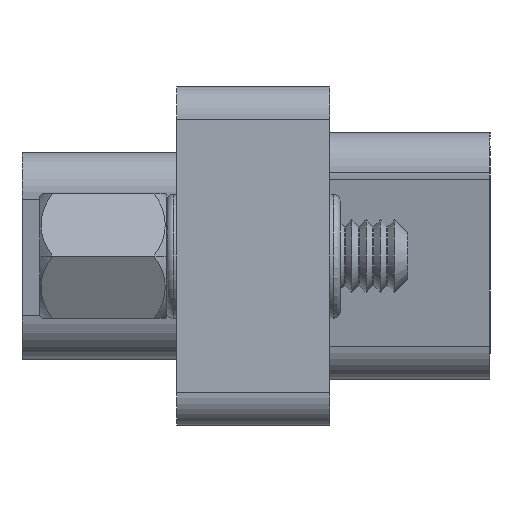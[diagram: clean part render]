
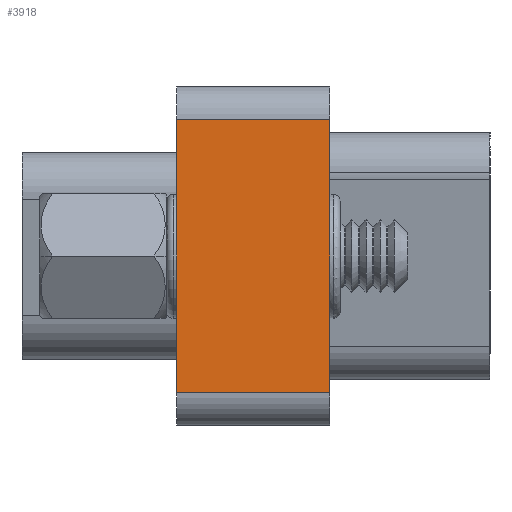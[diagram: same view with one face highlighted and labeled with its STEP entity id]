
A CAD part, left-side view. The second image highlights one B-rep face of the part: STEP entity #3918.
In plain terms, the highlighted planar face has unit normal (-1, 0, 0).
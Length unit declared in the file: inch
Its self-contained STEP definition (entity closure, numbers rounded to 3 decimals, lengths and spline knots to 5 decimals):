
#132 = EDGE_LOOP ( 'NONE', ( #10218, #6039, #714, #644 ) ) ;
#644 = ORIENTED_EDGE ( 'NONE', *, *, #6049, .T. ) ;
#714 = ORIENTED_EDGE ( 'NONE', *, *, #20396, .F. ) ;
#1074 = AXIS2_PLACEMENT_3D ( 'NONE', #4009, #11147, #26645 ) ;
#2744 = VECTOR ( 'NONE', #25485, 39.37008 ) ;
#3918 = ADVANCED_FACE ( 'NONE', ( #15136 ), #26934, .F. ) ;
#4009 = CARTESIAN_POINT ( 'NONE',  ( -0.775, 0.115, 0.255 ) ) ;
#4551 = EDGE_CURVE ( 'NONE', #12369, #10164, #5075, .T. ) ;
#5075 = LINE ( 'NONE', #7437, #2744 ) ;
#5161 = VECTOR ( 'NONE', #12093, 39.37008 ) ;
#5445 = DIRECTION ( 'NONE',  ( 0., 0., 1. ) ) ;
#5588 = LINE ( 'NONE', #23762, #25223 ) ;
#6039 = ORIENTED_EDGE ( 'NONE', *, *, #4551, .T. ) ;
#6049 = EDGE_CURVE ( 'NONE', #25441, #20896, #16776, .T. ) ;
#7437 = CARTESIAN_POINT ( 'NONE',  ( -0.775, 0.115, 0.205 ) ) ;
#10164 = VERTEX_POINT ( 'NONE', #17731 ) ;
#10218 = ORIENTED_EDGE ( 'NONE', *, *, #16812, .T. ) ;
#11147 = DIRECTION ( 'NONE',  ( 1., 0., 0. ) ) ;
#11877 = CARTESIAN_POINT ( 'NONE',  ( -0.775, 0.115, -0.205 ) ) ;
#12093 = DIRECTION ( 'NONE',  ( 0., -1., 0. ) ) ;
#12369 = VERTEX_POINT ( 'NONE', #21596 ) ;
#13640 = LINE ( 'NONE', #17757, #21155 ) ;
#15136 = FACE_OUTER_BOUND ( 'NONE', #132, .T. ) ;
#15447 = CARTESIAN_POINT ( 'NONE',  ( -0.775, -0.115, -0.205 ) ) ;
#16776 = LINE ( 'NONE', #25935, #5161 ) ;
#16812 = EDGE_CURVE ( 'NONE', #20896, #12369, #5588, .T. ) ;
#17731 = CARTESIAN_POINT ( 'NONE',  ( -0.775, 0.115, 0.205 ) ) ;
#17757 = CARTESIAN_POINT ( 'NONE',  ( -0.775, 0.115, 0.255 ) ) ;
#20083 = DIRECTION ( 'NONE',  ( 0., 0., 1. ) ) ;
#20396 = EDGE_CURVE ( 'NONE', #25441, #10164, #13640, .T. ) ;
#20896 = VERTEX_POINT ( 'NONE', #15447 ) ;
#21155 = VECTOR ( 'NONE', #20083, 39.37008 ) ;
#21596 = CARTESIAN_POINT ( 'NONE',  ( -0.775, -0.115, 0.205 ) ) ;
#23762 = CARTESIAN_POINT ( 'NONE',  ( -0.775, -0.115, 0.255 ) ) ;
#25223 = VECTOR ( 'NONE', #5445, 39.37008 ) ;
#25441 = VERTEX_POINT ( 'NONE', #11877 ) ;
#25485 = DIRECTION ( 'NONE',  ( 0., 1., 0. ) ) ;
#25935 = CARTESIAN_POINT ( 'NONE',  ( -0.775, 0.115, -0.205 ) ) ;
#26645 = DIRECTION ( 'NONE',  ( 0., 0., -1. ) ) ;
#26934 = PLANE ( 'NONE',  #1074 ) ;
